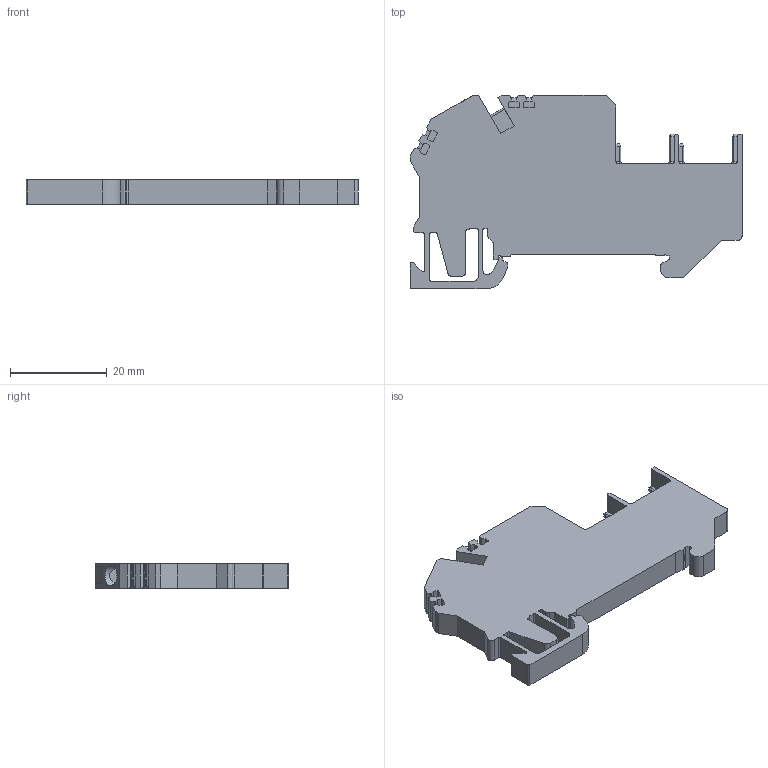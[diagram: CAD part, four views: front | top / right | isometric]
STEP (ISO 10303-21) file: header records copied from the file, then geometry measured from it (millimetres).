
FILE_DESCRIPTION(/* description */ (''),/* implementation_level */ '2;1');
FILE_NAME(/* name */ '3528_ZIZA15_3_iso.stp',/* time_stamp */ '2011-08-03T08:32:03+02:00',/* author */ (''),/* organization */ (''),/* preprocessor_version */ 'ST-DEVELOPER v11',/* originating_system */ 'SIEMENS UGS NX 6.0',/* authorisation */ '');
FILE_SCHEMA (('CONFIG_CONTROL_DESIGN'));
Length unit declared in the file: millimetre
Products named in the file (1): 3528_ZIZA15_3_iso
Bounding box: 68.5 x 39.9 x 5.1 mm (x, y, z)
Volume: 9157.2 mm3; surface area: 5707.6 mm2
Topology: 1 solids, 1 shells, 363 faces, 1002 edges, 635 vertices
Faces by surface type: plane 209, cylinder 118, torus 16, sphere 12, bspline 4, cone 4
Entity records: 11854 total; most frequent: CARTESIAN_POINT 2385, ORIENTED_EDGE 1990, DIRECTION 1956, EDGE_CURVE 995, LINE 692, VECTOR 692, VERTEX_POINT 645, AXIS2_PLACEMENT_3D 632
